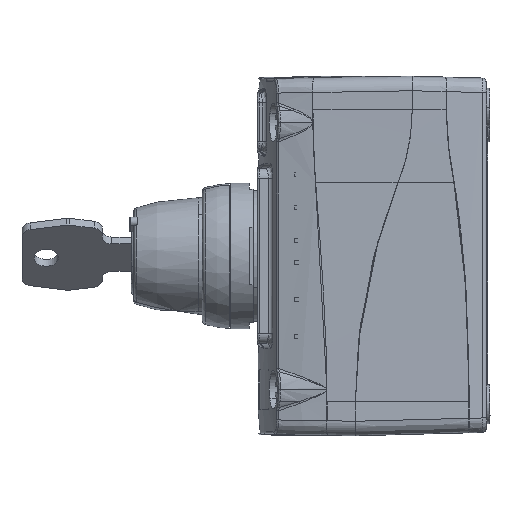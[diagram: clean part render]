
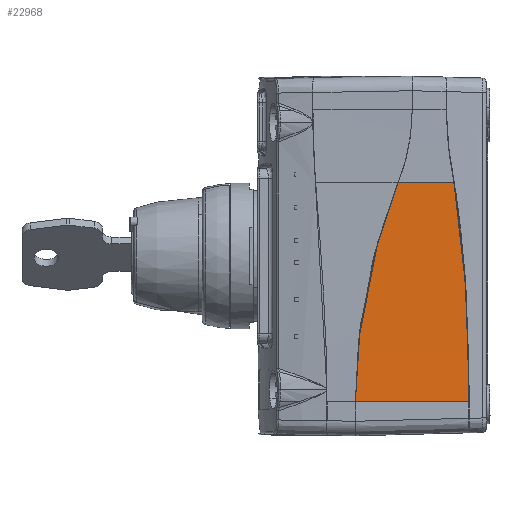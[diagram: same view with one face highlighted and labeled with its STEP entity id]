
A CAD part, left-side view. The second image highlights one B-rep face of the part: STEP entity #22968.
In plain terms, the highlighted free-form (B-spline) face has degree [5, 1] with [15, 2] control points.
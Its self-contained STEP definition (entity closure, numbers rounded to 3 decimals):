
#16166=CARTESIAN_POINT('Vertex',(-37.,27.,-63.)) ;
#16445=CARTESIAN_POINT('Vertex',(-36.599,6.732,-17.95)) ;
#16614=CARTESIAN_POINT('Control Point',(-36.185,3.67,-63.)) ;
#16615=CARTESIAN_POINT('Control Point',(-36.185,3.67,-62.91)) ;
#16616=CARTESIAN_POINT('Control Point',(-36.185,3.67,-62.819)) ;
#16617=CARTESIAN_POINT('Control Point',(-36.185,3.67,-62.729)) ;
#16618=CARTESIAN_POINT('Control Point',(-36.185,3.671,-61.978)) ;
#16619=CARTESIAN_POINT('Control Point',(-36.186,3.673,-61.229)) ;
#16620=CARTESIAN_POINT('Control Point',(-36.186,3.676,-60.571)) ;
#16621=CARTESIAN_POINT('Control Point',(-36.188,3.69,-58.604)) ;
#16622=CARTESIAN_POINT('Control Point',(-36.192,3.715,-56.636)) ;
#16623=CARTESIAN_POINT('Control Point',(-36.196,3.737,-55.326)) ;
#16624=CARTESIAN_POINT('Control Point',(-36.217,3.869,-48.889)) ;
#16625=CARTESIAN_POINT('Control Point',(-36.257,4.128,-42.497)) ;
#16626=CARTESIAN_POINT('Control Point',(-36.302,4.423,-37.461)) ;
#16627=CARTESIAN_POINT('Control Point',(-36.368,4.874,-31.715)) ;
#16628=CARTESIAN_POINT('Control Point',(-36.452,5.518,-26.119)) ;
#16629=CARTESIAN_POINT('Control Point',(-36.464,5.611,-25.353)) ;
#16630=CARTESIAN_POINT('Control Point',(-36.489,5.8,-23.855)) ;
#16631=CARTESIAN_POINT('Control Point',(-36.514,6.007,-22.37)) ;
#16632=CARTESIAN_POINT('Control Point',(-36.527,6.113,-21.646)) ;
#16633=CARTESIAN_POINT('Control Point',(-36.547,6.277,-20.58)) ;
#16634=CARTESIAN_POINT('Control Point',(-36.567,6.453,-19.522)) ;
#16635=CARTESIAN_POINT('Control Point',(-36.574,6.511,-19.183)) ;
#16636=CARTESIAN_POINT('Control Point',(-36.583,6.589,-18.733)) ;
#16637=CARTESIAN_POINT('Control Point',(-36.592,6.671,-18.284)) ;
#16638=CARTESIAN_POINT('Control Point',(-36.594,6.691,-18.172)) ;
#16639=CARTESIAN_POINT('Control Point',(-36.596,6.711,-18.061)) ;
#16640=CARTESIAN_POINT('Control Point',(-36.599,6.732,-17.95)) ;
#16641=CARTESIAN_POINT('Vertex',(-36.185,3.67,-63.)) ;
#22476=CARTESIAN_POINT('Control Point',(-36.185,3.67,-63.)) ;
#22477=CARTESIAN_POINT('Control Point',(-37.,27.,-63.)) ;
#22703=CARTESIAN_POINT('Control Point',(-37.,27.,-63.)) ;
#22704=CARTESIAN_POINT('Control Point',(-37.,27.,-61.147)) ;
#22705=CARTESIAN_POINT('Control Point',(-37.,26.964,-59.317)) ;
#22706=CARTESIAN_POINT('Control Point',(-37.,26.895,-57.497)) ;
#22707=CARTESIAN_POINT('Control Point',(-37.,26.683,-53.803)) ;
#22708=CARTESIAN_POINT('Control Point',(-37.,26.328,-50.12)) ;
#22709=CARTESIAN_POINT('Control Point',(-37.,26.027,-47.132)) ;
#22710=CARTESIAN_POINT('Control Point',(-37.,24.923,-40.06)) ;
#22711=CARTESIAN_POINT('Control Point',(-37.,23.295,-33.09)) ;
#22712=CARTESIAN_POINT('Control Point',(-37.,22.454,-30.207)) ;
#22713=CARTESIAN_POINT('Control Point',(-37.,21.666,-27.547)) ;
#22714=CARTESIAN_POINT('Control Point',(-37.,20.801,-24.913)) ;
#22715=CARTESIAN_POINT('Control Point',(-37.,20.504,-24.038)) ;
#22716=CARTESIAN_POINT('Control Point',(-37.,19.893,-22.289)) ;
#22717=CARTESIAN_POINT('Control Point',(-37.,19.247,-20.551)) ;
#22718=CARTESIAN_POINT('Control Point',(-37.,18.914,-19.68)) ;
#22719=CARTESIAN_POINT('Control Point',(-37.,18.574,-18.818)) ;
#22720=CARTESIAN_POINT('Control Point',(-37.,18.225,-17.956)) ;
#22721=CARTESIAN_POINT('Vertex',(-37.,18.225,-17.956)) ;
#22921=CARTESIAN_POINT('Control Point',(-36.599,6.732,-17.95)) ;
#22922=CARTESIAN_POINT('Control Point',(-37.,18.225,-17.956)) ;
#22932=CARTESIAN_POINT('Control Point',(-36.185,3.67,-63.)) ;
#22933=CARTESIAN_POINT('Control Point',(-37.,27.,-63.)) ;
#22934=CARTESIAN_POINT('Control Point',(-36.185,3.67,-61.142)) ;
#22935=CARTESIAN_POINT('Control Point',(-37.,27.,-61.143)) ;
#22936=CARTESIAN_POINT('Control Point',(-36.185,3.634,-59.318)) ;
#22937=CARTESIAN_POINT('Control Point',(-37.,26.964,-59.319)) ;
#22938=CARTESIAN_POINT('Control Point',(-36.185,3.564,-57.471)) ;
#22939=CARTESIAN_POINT('Control Point',(-37.,26.894,-57.472)) ;
#22940=CARTESIAN_POINT('Control Point',(-36.185,3.244,-51.93)) ;
#22941=CARTESIAN_POINT('Control Point',(-37.,26.574,-51.933)) ;
#22942=CARTESIAN_POINT('Control Point',(-36.185,2.605,-46.415)) ;
#22943=CARTESIAN_POINT('Control Point',(-37.,25.935,-46.419)) ;
#22944=CARTESIAN_POINT('Control Point',(-36.185,2.038,-42.76)) ;
#22945=CARTESIAN_POINT('Control Point',(-37.,25.368,-42.765)) ;
#22946=CARTESIAN_POINT('Control Point',(-36.185,0.801,-36.408)) ;
#22947=CARTESIAN_POINT('Control Point',(-37.,24.131,-36.415)) ;
#22948=CARTESIAN_POINT('Control Point',(-36.185,-0.86,-30.156)) ;
#22949=CARTESIAN_POINT('Control Point',(-37.,22.47,-30.165)) ;
#22950=CARTESIAN_POINT('Control Point',(-36.185,-1.649,-27.498)) ;
#22951=CARTESIAN_POINT('Control Point',(-37.,21.681,-27.507)) ;
#22952=CARTESIAN_POINT('Control Point',(-36.185,-2.802,-23.987)) ;
#22953=CARTESIAN_POINT('Control Point',(-37.,20.528,-23.996)) ;
#22954=CARTESIAN_POINT('Control Point',(-36.185,-4.09,-20.523)) ;
#22955=CARTESIAN_POINT('Control Point',(-37.,19.24,-20.534)) ;
#22956=CARTESIAN_POINT('Control Point',(-36.185,-4.421,-19.656)) ;
#22957=CARTESIAN_POINT('Control Point',(-37.,18.908,-19.667)) ;
#22958=CARTESIAN_POINT('Control Point',(-36.185,-4.758,-18.802)) ;
#22959=CARTESIAN_POINT('Control Point',(-37.,18.572,-18.813)) ;
#22960=CARTESIAN_POINT('Control Point',(-36.185,-5.105,-17.944)) ;
#22961=CARTESIAN_POINT('Control Point',(-37.,18.225,-17.956)) ;
#22963=ORIENTED_EDGE('',*,*,#22923,.F.) ;
#22964=ORIENTED_EDGE('',*,*,#22723,.T.) ;
#22965=ORIENTED_EDGE('',*,*,#22478,.T.) ;
#22966=ORIENTED_EDGE('',*,*,#16643,.F.) ;
#22968=ADVANCED_FACE('Corps principal',(#22967),#22931,.T.) ;
#16613=B_SPLINE_CURVE_WITH_KNOTS('',5,(#16614,#16615,#16616,#16617,#16618,#16619,#16620,#16621,#16622,#16623,#16624,#16625,#16626,#16627,#16628,#16629,#16630,#16631,#16632,#16633,#16634,#16635,#16636,#16637,#16638,#16639,#16640),.UNSPECIFIED.,.F.,.U.,(6,3,3,3,3,3,3,3,6),(31.945,32.727,38.454,49.849,94.391,101.479,108.319,111.558,112.639),.UNSPECIFIED.) ;
#22475=B_SPLINE_CURVE_WITH_KNOTS('',1,(#22476,#22477),.UNSPECIFIED.,.F.,.U.,(2,2),(-23.344,0.),.UNSPECIFIED.) ;
#22702=B_SPLINE_CURVE_WITH_KNOTS('',5,(#22703,#22704,#22705,#22706,#22707,#22708,#22709,#22710,#22711,#22712,#22713,#22714,#22715,#22716,#22717,#22718,#22719,#22720),.UNSPECIFIED.,.F.,.U.,(6,3,3,3,3,6),(0.,16.024,32.045,48.066,56.065,64.119),.UNSPECIFIED.) ;
#22920=B_SPLINE_CURVE_WITH_KNOTS('',1,(#22921,#22922),.UNSPECIFIED.,.F.,.U.,(2,2),(-11.5,0.),.UNSPECIFIED.) ;
#22931=B_SPLINE_SURFACE_WITH_KNOTS('',5,1,((#22932,#22933),(#22934,#22935),(#22936,#22937),(#22938,#22939),(#22940,#22941),(#22942,#22943),(#22944,#22945),(#22946,#22947),(#22948,#22949),(#22950,#22951),(#22952,#22953),(#22954,#22955),(#22956,#22957),(#22958,#22959),(#22960,#22961)),.UNSPECIFIED.,.F.,.F.,.U.,(6,3,3,3,6),(2,2),(0.,13.109,39.238,58.835,65.368),(-23.344,0.),.UNSPECIFIED.) ;
#16643=EDGE_CURVE('',#16446,#16642,#16613,.F.) ;
#22478=EDGE_CURVE('',#16167,#16642,#22475,.F.) ;
#22723=EDGE_CURVE('',#22722,#16167,#22702,.F.) ;
#22923=EDGE_CURVE('',#22722,#16446,#22920,.F.) ;
#22962=EDGE_LOOP('',(#22963,#22964,#22965,#22966)) ;
#22967=FACE_OUTER_BOUND('',#22962,.T.) ;
#16167=VERTEX_POINT('',#16166) ;
#16446=VERTEX_POINT('',#16445) ;
#16642=VERTEX_POINT('',#16641) ;
#22722=VERTEX_POINT('',#22721) ;
